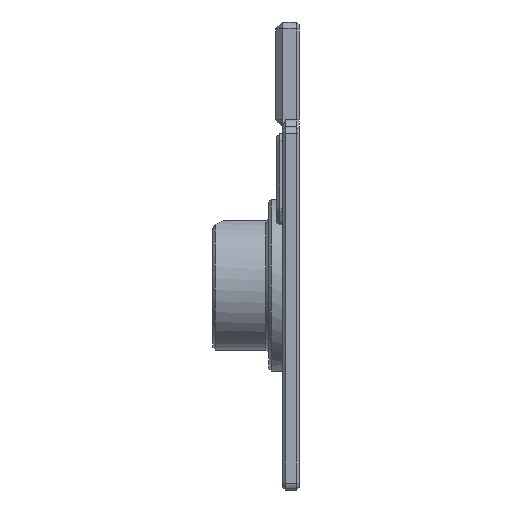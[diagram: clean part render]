
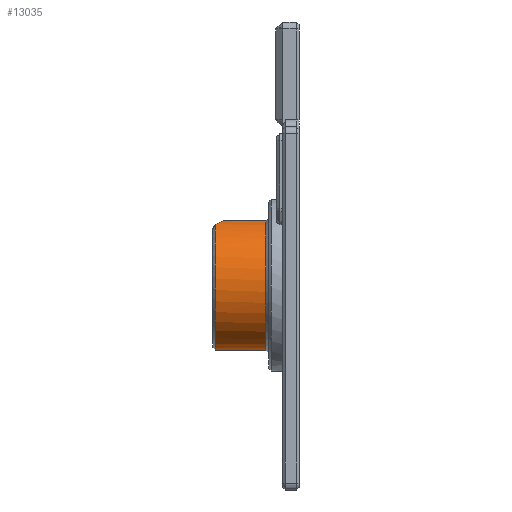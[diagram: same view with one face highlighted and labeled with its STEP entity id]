
A CAD part, left-side view. The second image highlights one B-rep face of the part: STEP entity #13035.
In plain terms, the highlighted cylindrical face has radius 9.5 mm (diameter 19 mm), a partial arc.
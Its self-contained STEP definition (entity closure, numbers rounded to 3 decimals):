
#488=ELLIPSE('',#13889,13.435,9.5);
#489=ELLIPSE('',#13891,13.435,9.5);
#499=LINE('',#19520,#1859);
#500=LINE('',#19527,#1860);
#1859=VECTOR('',#15314,10.);
#1860=VECTOR('',#15321,10.);
#3219=CYLINDRICAL_SURFACE('',#13888,9.5);
#3374=FACE_OUTER_BOUND('',#4211,.T.);
#4211=EDGE_LOOP('',(#8809,#8810,#8811,#8812,#8813,#8814));
#5086=CIRCLE('',#13886,9.5);
#5088=CIRCLE('',#13890,9.5);
#5676=VERTEX_POINT('',#19507);
#5677=VERTEX_POINT('',#19511);
#5679=VERTEX_POINT('',#19519);
#5680=VERTEX_POINT('',#19521);
#5681=VERTEX_POINT('',#19523);
#5682=VERTEX_POINT('',#19525);
#6826=EDGE_CURVE('',#5676,#5677,#5086,.T.);
#6829=EDGE_CURVE('',#5676,#5679,#499,.T.);
#6830=EDGE_CURVE('',#5680,#5679,#488,.T.);
#6831=EDGE_CURVE('',#5681,#5680,#5088,.T.);
#6832=EDGE_CURVE('',#5682,#5681,#489,.T.);
#6833=EDGE_CURVE('',#5677,#5682,#500,.T.);
#8809=ORIENTED_EDGE('',*,*,#6826,.F.);
#8810=ORIENTED_EDGE('',*,*,#6829,.T.);
#8811=ORIENTED_EDGE('',*,*,#6830,.F.);
#8812=ORIENTED_EDGE('',*,*,#6831,.F.);
#8813=ORIENTED_EDGE('',*,*,#6832,.F.);
#8814=ORIENTED_EDGE('',*,*,#6833,.F.);
#13035=ADVANCED_FACE('',(#3374),#3219,.T.);
#13886=AXIS2_PLACEMENT_3D('',#19512,#15308,#15309);
#13888=AXIS2_PLACEMENT_3D('',#19518,#15312,#15313);
#13889=AXIS2_PLACEMENT_3D('',#19522,#15315,#15316);
#13890=AXIS2_PLACEMENT_3D('',#19524,#15317,#15318);
#13891=AXIS2_PLACEMENT_3D('',#19526,#15319,#15320);
#15308=DIRECTION('center_axis',(0.,-1.,0.));
#15309=DIRECTION('ref_axis',(-1.,0.,0.));
#15312=DIRECTION('center_axis',(0.,1.,0.));
#15313=DIRECTION('ref_axis',(0.,0.,-1.));
#15314=DIRECTION('',(0.,1.,0.));
#15315=DIRECTION('center_axis',(0.707,0.707,0.));
#15316=DIRECTION('ref_axis',(-0.707,0.707,0.));
#15317=DIRECTION('center_axis',(0.,1.,0.));
#15318=DIRECTION('ref_axis',(-1.,0.,0.));
#15319=DIRECTION('center_axis',(-0.707,0.707,0.));
#15320=DIRECTION('ref_axis',(-0.707,-0.707,0.));
#15321=DIRECTION('',(0.,1.,0.));
#19507=CARTESIAN_POINT('',(70.5,4.8,1.514));
#19511=CARTESIAN_POINT('',(76.5,4.8,1.514));
#19512=CARTESIAN_POINT('Origin',(73.5,4.8,-7.5));
#19518=CARTESIAN_POINT('Origin',(73.5,2.4,-7.5));
#19519=CARTESIAN_POINT('',(70.5,10.9,1.514));
#19520=CARTESIAN_POINT('',(70.5,2.4,1.514));
#19521=CARTESIAN_POINT('',(69.4,12.,1.07));
#19522=CARTESIAN_POINT('Origin',(73.5,7.9,-7.5));
#19523=CARTESIAN_POINT('',(77.6,12.,1.07));
#19524=CARTESIAN_POINT('Origin',(73.5,12.,-7.5));
#19525=CARTESIAN_POINT('',(76.5,10.9,1.514));
#19526=CARTESIAN_POINT('Origin',(73.5,7.9,-7.5));
#19527=CARTESIAN_POINT('',(76.5,2.4,1.514));
